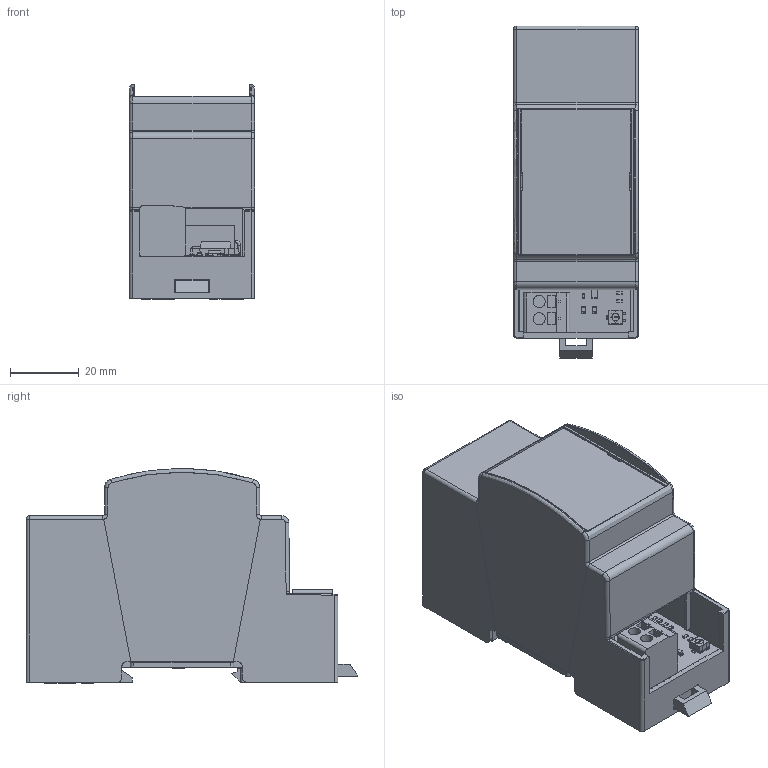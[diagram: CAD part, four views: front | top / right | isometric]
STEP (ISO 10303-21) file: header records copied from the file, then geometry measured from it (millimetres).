
FILE_DESCRIPTION(('KiCad electronic assembly'),'2;1');
FILE_NAME('ZSS2105-H10.1_DIN.step','2022-03-01T14:39:19',('Pcbnew'),( 'Kicad'),'Open CASCADE STEP processor 7.5','KiCad to STEP converter' ,'Unknown');
FILE_SCHEMA(('AUTOMOTIVE_DESIGN { 1 0 10303 214 1 1 1 1 }'));
Length unit declared in the file: millimetre
Products named in the file (36): ZSS2105-H10.1_DIN 1; C_0603_1608Metric; SOLID; CP_Elec_6.3x5.7; C_0805_2012Metric; D_SOD-123F; LED_0805_2012Metric; SOT-23; TO-263-2; R_0603_1608Metric; R_1206_3216Metric; R_Axial_Power_L25.0mm_W9.0mm_P27.94mm; Potentiometer_Bourns_3314G_Vertical; SOT-353_SC-70-5; SOIC-8_3.9x4.9mm_P1.27mm; TO-252-2; DG271V-50-2P; M-04058-shunt_behuizing; COMPOUND; M-00381 (2M klep zonder frame); _autosave-ZSS21-H10.1 PCB
Assembly tree (61 placements, depth 3):
  ZSS2105-H10.1_DIN 1
    C_0603_1608Metric  x8
      SOLID
    CP_Elec_6.3x5.7
      SOLID
    C_0805_2012Metric
      SOLID
    D_SOD-123F  x2
      SOLID
    LED_0805_2012Metric  x2
      SOLID
    SOT-23
      SOLID
    TO-263-2
      SOLID
    R_0603_1608Metric  x16
      SOLID
    R_1206_3216Metric
      SOLID
    R_Axial_Power_L25.0mm_W9.0mm_P27.94mm  x3
      SOLID
    Potentiometer_Bourns_3314G_Vertical
      SOLID
    SOT-353_SC-70-5
      SOLID
    SOIC-8_3.9x4.9mm_P1.27mm
      SOLID
    TO-252-2
      SOLID
    DG271V-50-2P
      SOLID
    M-04058-shunt_behuizing
      COMPOUND
    M-00381 (2M klep zonder frame)
      SOLID
    _autosave-ZSS21-H10.1 PCB
Bounding box: 36.31 x 96.29 x 62.3 mm (x, y, z)
Volume: 48168.4 mm3; surface area: 56483.6 mm2
Topology: 45 solids, 45 shells, 2359 faces, 6259 edges, 4053 vertices
Faces by surface type: bspline 2343, cylinder 10, plane 6
Full cylindrical faces by diameter (mm): 1.2 x6, 1.4 x4
Entity records: 111182 total; most frequent: CARTESIAN_POINT 46677, B_SPLINE_CURVE_WITH_KNOTS 11683, ORIENTED_EDGE 8936, PCURVE 8936, DEFINITIONAL_REPRESENTATION 8936, EDGE_CURVE 4468, SURFACE_CURVE 4441, VERTEX_POINT 2902
